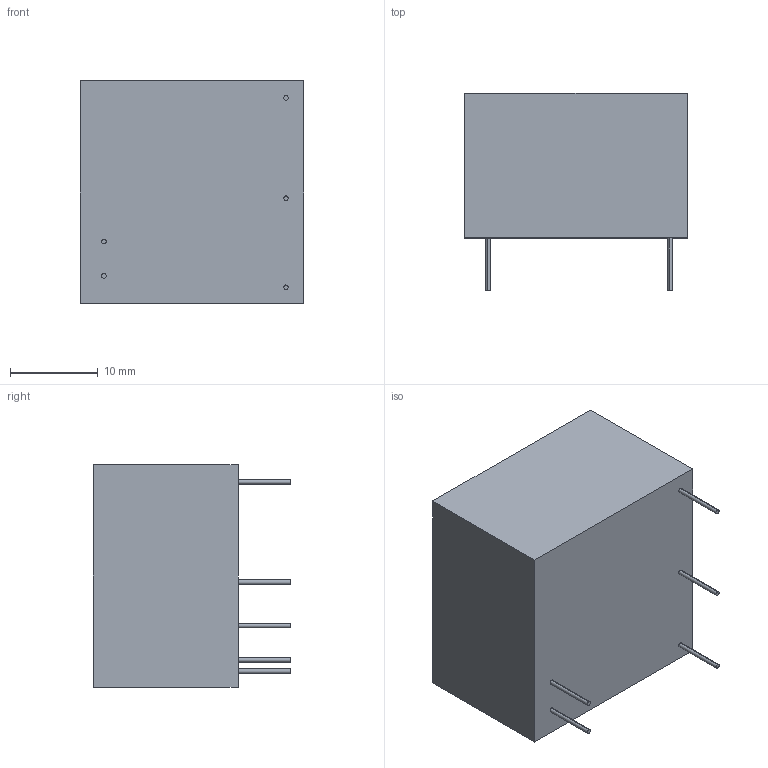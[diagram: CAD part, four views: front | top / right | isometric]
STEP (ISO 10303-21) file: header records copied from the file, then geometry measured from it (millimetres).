
FILE_DESCRIPTION (( 'STEP AP214' ), '1' );
FILE_NAME ('RAC05-05SK.STEP', '2018-09-26T10:32:21', ( '' ), ( '' ), 'SwSTEP 2.0', 'SolidWorks 2017', '' );
FILE_SCHEMA (( 'AUTOMOTIVE_DESIGN' ));
Length unit declared in the file: millimetre
Products named in the file (1): RAC05-05SK
Bounding box: 25.49 x 22.5 x 25.4 mm (x, y, z)
Volume: 10670.1 mm3; surface area: 3022.9 mm2
Topology: 7 solids, 7 shells, 33 faces, 54 edges, 36 vertices
Faces by surface type: plane 19, cylinder 14
Entity records: 864 total; most frequent: DIRECTION 150, CARTESIAN_POINT 124, ORIENTED_EDGE 108, AXIS2_PLACEMENT_3D 62, EDGE_CURVE 54, VERTEX_POINT 36, EDGE_LOOP 34, FACE_OUTER_BOUND 33
